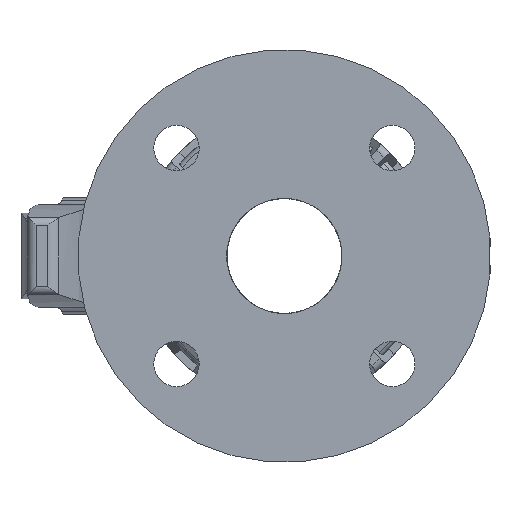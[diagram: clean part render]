
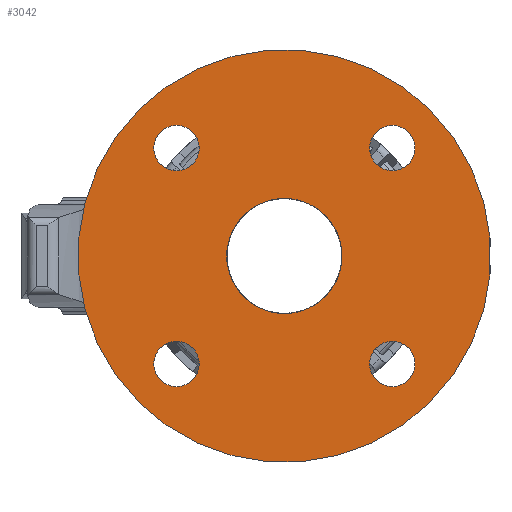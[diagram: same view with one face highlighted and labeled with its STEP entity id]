
A CAD part, left-side view. The second image highlights one B-rep face of the part: STEP entity #3042.
In plain terms, the highlighted planar face has unit normal (-1, 0, 0).
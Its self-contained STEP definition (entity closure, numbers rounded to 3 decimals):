
#3042=ADVANCED_FACE('',(#6135,#6136,#6137,#6138,#6139,#6140),#6141,.T.);
#6135=FACE_BOUND('',#9280,.T.);
#6136=FACE_BOUND('',#9281,.T.);
#6137=FACE_BOUND('',#9282,.T.);
#6138=FACE_BOUND('',#9283,.T.);
#6139=FACE_OUTER_BOUND('',#9284,.T.);
#6140=FACE_BOUND('',#9285,.T.);
#6141=PLANE('',#9286);
#9280=EDGE_LOOP('',(#18727,#18728));
#9281=EDGE_LOOP('',(#18729,#18730));
#9282=EDGE_LOOP('',(#18731,#18732));
#9283=EDGE_LOOP('',(#18733,#18734));
#9284=EDGE_LOOP('',(#18735,#18736));
#9285=EDGE_LOOP('',(#18737,#18738));
#9286=AXIS2_PLACEMENT_3D('',#18739,#18740,#18741);
#18727=ORIENTED_EDGE('',*,*,#22885,.T.);
#18728=ORIENTED_EDGE('',*,*,#22872,.T.);
#18729=ORIENTED_EDGE('',*,*,#22888,.T.);
#18730=ORIENTED_EDGE('',*,*,#22867,.T.);
#18731=ORIENTED_EDGE('',*,*,#22891,.T.);
#18732=ORIENTED_EDGE('',*,*,#22862,.T.);
#18733=ORIENTED_EDGE('',*,*,#22894,.T.);
#18734=ORIENTED_EDGE('',*,*,#22857,.T.);
#18735=ORIENTED_EDGE('',*,*,#22847,.T.);
#18736=ORIENTED_EDGE('',*,*,#22901,.T.);
#18737=ORIENTED_EDGE('',*,*,#22840,.F.);
#18738=ORIENTED_EDGE('',*,*,#22903,.F.);
#18739=CARTESIAN_POINT('',(-115.3,-16.794,16.794));
#18740=DIRECTION('',(-1.0,0.,0.));
#18741=DIRECTION('',(0.,0.707,0.707));
#22840=EDGE_CURVE('',#28472,#28475,#28476,.T.);
#22847=EDGE_CURVE('',#28482,#28486,#28488,.T.);
#22857=EDGE_CURVE('',#28500,#28504,#28506,.T.);
#22862=EDGE_CURVE('',#28509,#28513,#28515,.T.);
#22867=EDGE_CURVE('',#28518,#28522,#28524,.T.);
#22872=EDGE_CURVE('',#28527,#28531,#28533,.T.);
#22885=EDGE_CURVE('',#28531,#28527,#28551,.T.);
#22888=EDGE_CURVE('',#28522,#28518,#28554,.T.);
#22891=EDGE_CURVE('',#28513,#28509,#28557,.T.);
#22894=EDGE_CURVE('',#28504,#28500,#28560,.T.);
#22901=EDGE_CURVE('',#28486,#28482,#28567,.T.);
#22903=EDGE_CURVE('',#28475,#28472,#28569,.T.);
#28472=VERTEX_POINT('',#38304);
#28475=VERTEX_POINT('',#38308);
#28476=CIRCLE('',#38309,23.75);
#28482=VERTEX_POINT('',#38316);
#28486=VERTEX_POINT('',#38321);
#28488=CIRCLE('',#38324,85.05);
#28500=VERTEX_POINT('',#38338);
#28504=VERTEX_POINT('',#38343);
#28506=CIRCLE('',#38346,9.35);
#28509=VERTEX_POINT('',#38349);
#28513=VERTEX_POINT('',#38354);
#28515=CIRCLE('',#38357,9.35);
#28518=VERTEX_POINT('',#38360);
#28522=VERTEX_POINT('',#38365);
#28524=CIRCLE('',#38368,9.35);
#28527=VERTEX_POINT('',#38371);
#28531=VERTEX_POINT('',#38376);
#28533=CIRCLE('',#38379,9.35);
#28551=CIRCLE('',#38399,9.35);
#28554=CIRCLE('',#38402,9.35);
#28557=CIRCLE('',#38405,9.35);
#28560=CIRCLE('',#38408,9.35);
#28567=CIRCLE('',#38415,85.05);
#28569=CIRCLE('',#38417,23.75);
#38304=CARTESIAN_POINT('',(-115.3,-16.794,16.794));
#38308=CARTESIAN_POINT('',(-115.3,16.794,-16.794));
#38309=AXIS2_PLACEMENT_3D('',#43877,#43878,#43879);
#38316=CARTESIAN_POINT('',(-115.3,-60.139,60.139));
#38321=CARTESIAN_POINT('',(-115.3,60.139,-60.139));
#38324=AXIS2_PLACEMENT_3D('',#43889,#43890,#43891);
#38338=CARTESIAN_POINT('',(-115.3,-51.088,-51.088));
#38343=CARTESIAN_POINT('',(-115.3,-37.866,-37.866));
#38346=AXIS2_PLACEMENT_3D('',#43905,#43906,#43907);
#38349=CARTESIAN_POINT('',(-115.3,-51.088,51.088));
#38354=CARTESIAN_POINT('',(-115.3,-37.866,37.866));
#38357=AXIS2_PLACEMENT_3D('',#43913,#43914,#43915);
#38360=CARTESIAN_POINT('',(-115.3,51.088,51.088));
#38365=CARTESIAN_POINT('',(-115.3,37.866,37.866));
#38368=AXIS2_PLACEMENT_3D('',#43921,#43922,#43923);
#38371=CARTESIAN_POINT('',(-115.3,51.088,-51.088));
#38376=CARTESIAN_POINT('',(-115.3,37.866,-37.866));
#38379=AXIS2_PLACEMENT_3D('',#43929,#43930,#43931);
#38399=AXIS2_PLACEMENT_3D('',#43952,#43953,#43954);
#38402=AXIS2_PLACEMENT_3D('',#43958,#43959,#43960);
#38405=AXIS2_PLACEMENT_3D('',#43964,#43965,#43966);
#38408=AXIS2_PLACEMENT_3D('',#43970,#43971,#43972);
#38415=AXIS2_PLACEMENT_3D('',#43982,#43983,#43984);
#38417=AXIS2_PLACEMENT_3D('',#43985,#43986,#43987);
#43877=CARTESIAN_POINT('',(-115.3,0.,0.));
#43878=DIRECTION('',(-1.0,0.,0.));
#43879=DIRECTION('',(0.,0.707,0.707));
#43889=CARTESIAN_POINT('',(-115.3,0.,0.));
#43890=DIRECTION('',(-1.0,0.,0.));
#43891=DIRECTION('',(0.,0.707,0.707));
#43905=CARTESIAN_POINT('',(-115.3,-44.477,-44.477));
#43906=DIRECTION('',(1.0,0.,0.));
#43907=DIRECTION('',(0.,-0.707,-0.707));
#43913=CARTESIAN_POINT('',(-115.3,-44.477,44.477));
#43914=DIRECTION('',(1.0,0.,0.));
#43915=DIRECTION('',(0.,-0.707,0.707));
#43921=CARTESIAN_POINT('',(-115.3,44.477,44.477));
#43922=DIRECTION('',(1.0,0.,0.));
#43923=DIRECTION('',(0.,0.707,0.707));
#43929=CARTESIAN_POINT('',(-115.3,44.477,-44.477));
#43930=DIRECTION('',(1.0,0.,0.));
#43931=DIRECTION('',(0.,0.707,-0.707));
#43952=CARTESIAN_POINT('',(-115.3,44.477,-44.477));
#43953=DIRECTION('',(1.0,0.,0.));
#43954=DIRECTION('',(0.,0.707,-0.707));
#43958=CARTESIAN_POINT('',(-115.3,44.477,44.477));
#43959=DIRECTION('',(1.0,0.,0.));
#43960=DIRECTION('',(0.,0.707,0.707));
#43964=CARTESIAN_POINT('',(-115.3,-44.477,44.477));
#43965=DIRECTION('',(1.0,0.,0.));
#43966=DIRECTION('',(0.,-0.707,0.707));
#43970=CARTESIAN_POINT('',(-115.3,-44.477,-44.477));
#43971=DIRECTION('',(1.0,0.,0.));
#43972=DIRECTION('',(0.,-0.707,-0.707));
#43982=CARTESIAN_POINT('',(-115.3,0.,0.));
#43983=DIRECTION('',(-1.0,0.,0.));
#43984=DIRECTION('',(0.,0.707,0.707));
#43985=CARTESIAN_POINT('',(-115.3,0.,0.));
#43986=DIRECTION('',(-1.0,0.,0.));
#43987=DIRECTION('',(0.,0.707,0.707));
